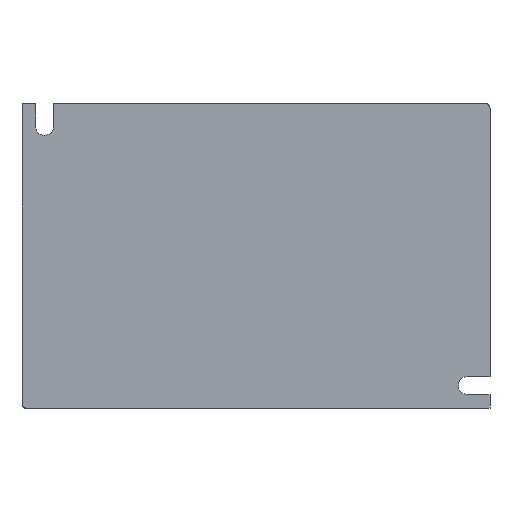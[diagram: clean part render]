
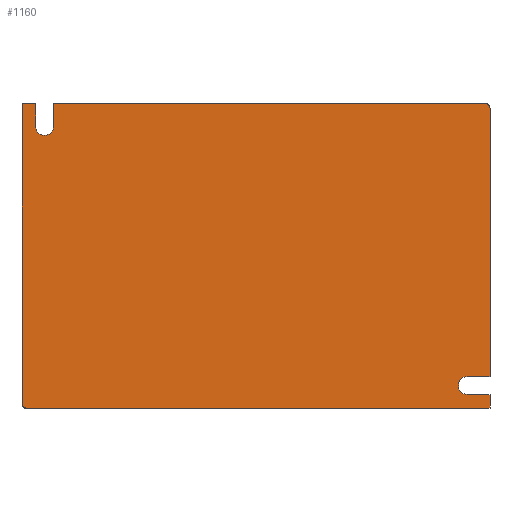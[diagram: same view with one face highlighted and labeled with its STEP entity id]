
A CAD part, top view. The second image highlights one B-rep face of the part: STEP entity #1160.
In plain terms, the highlighted planar face has unit normal (0, 0, 1).
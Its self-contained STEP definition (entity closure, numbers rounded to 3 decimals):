
#10=CARTESIAN_POINT('',(0.,0.,0.));
#20=DIRECTION('',(0.,0.,1.));
#30=DIRECTION('',(1.,0.,0.));
#40=AXIS2_PLACEMENT_3D('',#10,#20,#30);
#50=PLANE('',#40);
#60=CARTESIAN_POINT('',(104.,67.5,0.));
#70=DIRECTION('',(-1.,0.,0.));
#80=VECTOR('',#70,1.);
#90=LINE('',#60,#80);
#100=CARTESIAN_POINT('',(3.2,67.5,-0.));
#110=VERTEX_POINT('',#100);
#120=CARTESIAN_POINT('',(0.2,67.5,0.));
#130=VERTEX_POINT('',#120);
#140=EDGE_CURVE('',#110,#130,#90,.T.);
#150=ORIENTED_EDGE('',*,*,#140,.T.);
#160=CARTESIAN_POINT('',(3.2,0.,0.));
#170=DIRECTION('',(-0.,1.,0.));
#180=VECTOR('',#170,1.);
#190=LINE('',#160,#180);
#200=CARTESIAN_POINT('',(3.2,62.5,0.));
#210=VERTEX_POINT('',#200);
#220=EDGE_CURVE('',#210,#110,#190,.T.);
#230=ORIENTED_EDGE('',*,*,#220,.T.);
#240=CARTESIAN_POINT('',(5.2,62.5,0.));
#250=DIRECTION('',(0.,0.,1.));
#260=DIRECTION('',(1.,0.,0.));
#270=AXIS2_PLACEMENT_3D('',#240,#250,#260);
#280=CIRCLE('',#270,2.);
#290=CARTESIAN_POINT('',(7.2,62.5,0.));
#300=VERTEX_POINT('',#290);
#310=EDGE_CURVE('',#210,#300,#280,.T.);
#320=ORIENTED_EDGE('',*,*,#310,.F.);
#330=CARTESIAN_POINT('',(7.2,0.,-0.));
#340=DIRECTION('',(-0.,-1.,0.));
#350=VECTOR('',#340,1.);
#360=LINE('',#330,#350);
#370=CARTESIAN_POINT('',(7.2,67.5,-0.));
#380=VERTEX_POINT('',#370);
#390=EDGE_CURVE('',#380,#300,#360,.T.);
#400=ORIENTED_EDGE('',*,*,#390,.T.);
#410=CARTESIAN_POINT('',(103.,67.5,0.));
#420=VERTEX_POINT('',#410);
#430=EDGE_CURVE('',#420,#380,#90,.T.);
#440=ORIENTED_EDGE('',*,*,#430,.T.);
#450=CARTESIAN_POINT('',(103.,66.5,0.));
#460=DIRECTION('',(0.,0.,1.));
#470=DIRECTION('',(1.,0.,-0.));
#480=AXIS2_PLACEMENT_3D('',#450,#460,#470);
#490=CIRCLE('',#480,1.);
#500=CARTESIAN_POINT('',(104.,66.5,-0.));
#510=VERTEX_POINT('',#500);
#520=EDGE_CURVE('',#510,#420,#490,.T.);
#530=ORIENTED_EDGE('',*,*,#520,.T.);
#540=CARTESIAN_POINT('',(104.,0.,0.));
#550=DIRECTION('',(0.,1.,0.));
#560=VECTOR('',#550,1.);
#570=LINE('',#540,#560);
#580=CARTESIAN_POINT('',(104.,7.,-0.));
#590=VERTEX_POINT('',#580);
#600=EDGE_CURVE('',#590,#510,#570,.T.);
#610=ORIENTED_EDGE('',*,*,#600,.T.);
#620=CARTESIAN_POINT('',(0.,7.,0.));
#630=DIRECTION('',(1.,0.,0.));
#640=VECTOR('',#630,1.);
#650=LINE('',#620,#640);
#660=CARTESIAN_POINT('',(99.,7.,0.));
#670=VERTEX_POINT('',#660);
#680=EDGE_CURVE('',#670,#590,#650,.T.);
#690=ORIENTED_EDGE('',*,*,#680,.T.);
#700=CARTESIAN_POINT('',(99.,5.,0.));
#710=DIRECTION('',(0.,0.,1.));
#720=DIRECTION('',(1.,0.,0.));
#730=AXIS2_PLACEMENT_3D('',#700,#710,#720);
#740=CIRCLE('',#730,2.);
#750=CARTESIAN_POINT('',(99.,3.,0.));
#760=VERTEX_POINT('',#750);
#770=EDGE_CURVE('',#670,#760,#740,.T.);
#780=ORIENTED_EDGE('',*,*,#770,.F.);
#790=CARTESIAN_POINT('',(0.,3.,-0.));
#800=DIRECTION('',(-1.,0.,0.));
#810=VECTOR('',#800,1.);
#820=LINE('',#790,#810);
#830=CARTESIAN_POINT('',(104.,3.,0.));
#840=VERTEX_POINT('',#830);
#850=EDGE_CURVE('',#840,#760,#820,.T.);
#860=ORIENTED_EDGE('',*,*,#850,.T.);
#870=CARTESIAN_POINT('',(104.,0.,0.));
#880=VERTEX_POINT('',#870);
#890=EDGE_CURVE('',#880,#840,#570,.T.);
#900=ORIENTED_EDGE('',*,*,#890,.T.);
#910=CARTESIAN_POINT('',(0.,0.,0.));
#920=DIRECTION('',(1.,0.,0.));
#930=VECTOR('',#920,1.);
#940=LINE('',#910,#930);
#950=CARTESIAN_POINT('',(1.2,0.,0.));
#960=VERTEX_POINT('',#950);
#970=EDGE_CURVE('',#960,#880,#940,.T.);
#980=ORIENTED_EDGE('',*,*,#970,.T.);
#990=CARTESIAN_POINT('',(1.2,1.,0.));
#1000=DIRECTION('',(0.,-0.,1.));
#1010=DIRECTION('',(1.,0.,-0.));
#1020=AXIS2_PLACEMENT_3D('',#990,#1000,#1010);
#1030=CIRCLE('',#1020,1.);
#1040=CARTESIAN_POINT('',(0.2,1.,0.));
#1050=VERTEX_POINT('',#1040);
#1060=EDGE_CURVE('',#1050,#960,#1030,.T.);
#1070=ORIENTED_EDGE('',*,*,#1060,.T.);
#1080=CARTESIAN_POINT('',(0.2,67.5,0.));
#1090=DIRECTION('',(0.,-1.,0.));
#1100=VECTOR('',#1090,1.);
#1110=LINE('',#1080,#1100);
#1120=EDGE_CURVE('',#130,#1050,#1110,.T.);
#1130=ORIENTED_EDGE('',*,*,#1120,.T.);
#1140=EDGE_LOOP('',(#1130,#1070,#980,#900,#860,#780,#690,#610,#530,#440,
#400,#320,#230,#150));
#1150=FACE_OUTER_BOUND('',#1140,.T.);
#1160=ADVANCED_FACE('',(#1150),#50,.T.);
